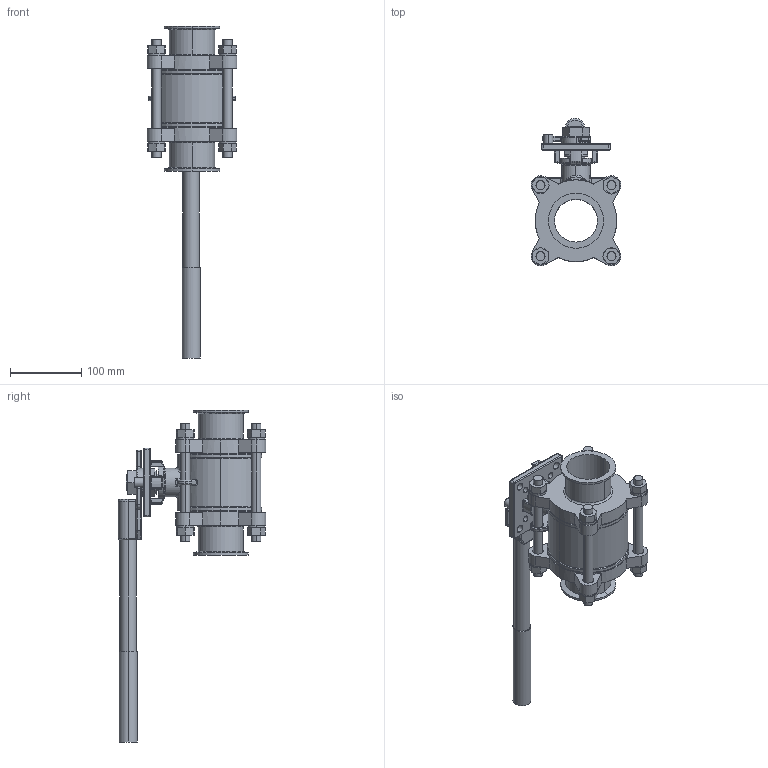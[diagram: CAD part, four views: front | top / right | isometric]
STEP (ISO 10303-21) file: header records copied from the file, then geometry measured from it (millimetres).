
FILE_DESCRIPTION (( 'STEP AP203' ), '1' );
FILE_NAME ('9020-250-TC.STEP', '2017-06-02T13:44:47', ( '' ), ( '' ), 'SwSTEP 2.0', 'SolidWorks 2014', '' );
FILE_SCHEMA (( 'CONFIG_CONTROL_DESIGN' ));
Length unit declared in the file: inch
Products named in the file (1): 9020-250-TC
Bounding box: 125.92 x 206.7 x 465.07 mm (x, y, z)
Volume: 1436645 mm3; surface area: 246435 mm2
Topology: 1 solids, 1 shells, 762 faces, 1831 edges, 1077 vertices
Faces by surface type: plane 310, cylinder 267, torus 71, bspline 52, cone 38, sphere 24
Entity records: 24404 total; most frequent: CARTESIAN_POINT 6665, DIRECTION 3875, ORIENTED_EDGE 3622, EDGE_CURVE 1811, AXIS2_PLACEMENT_3D 1521, VERTEX_POINT 1077, LINE 833, VECTOR 833
